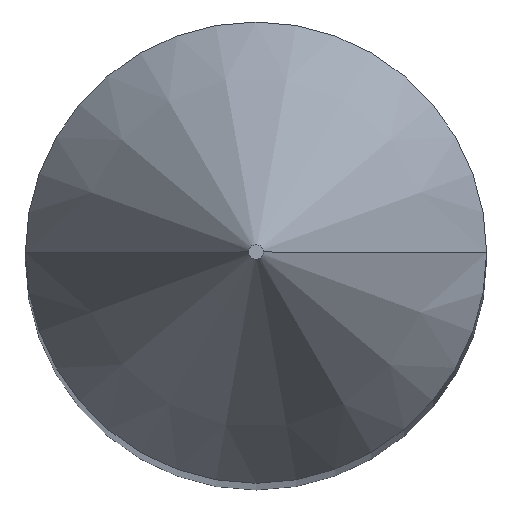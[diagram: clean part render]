
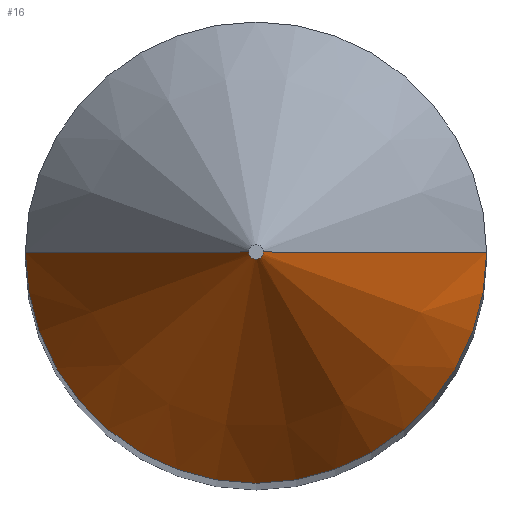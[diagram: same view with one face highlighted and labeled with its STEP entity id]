
A CAD part, top view. The second image highlights one B-rep face of the part: STEP entity #16.
In plain terms, the highlighted conical face has half-angle 30 degrees and reference radius 0.102 mm.
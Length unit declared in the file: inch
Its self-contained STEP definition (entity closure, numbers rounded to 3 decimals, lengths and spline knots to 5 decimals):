
#8 = VERTEX_POINT ( 'NONE', #51 ) ;
#13 = LINE ( 'NONE', #213, #137 ) ;
#16 = ADVANCED_FACE ( 'NONE', ( #143 ), #131, .T. ) ;
#21 = CARTESIAN_POINT ( 'NONE',  ( -0.004, 0., 2.5 ) ) ;
#23 = EDGE_CURVE ( 'NONE', #8, #223, #13, .T. ) ;
#38 = CARTESIAN_POINT ( 'NONE',  ( -0.004, 0., 2.5 ) ) ;
#46 = AXIS2_PLACEMENT_3D ( 'NONE', #222, #54, #199 ) ;
#48 = VERTEX_POINT ( 'NONE', #212 ) ;
#51 = CARTESIAN_POINT ( 'NONE',  ( 0.004, 0., 2.5 ) ) ;
#54 = DIRECTION ( 'NONE',  ( 0., 0., -1. ) ) ;
#60 = CARTESIAN_POINT ( 'NONE',  ( 0., 0., 2.29042 ) ) ;
#66 = EDGE_CURVE ( 'NONE', #167, #48, #234, .T. ) ;
#85 = CIRCLE ( 'NONE', #150, 0.125 ) ;
#91 = ORIENTED_EDGE ( 'NONE', *, *, #114, .T. ) ;
#101 = DIRECTION ( 'NONE',  ( 0., 0., -1. ) ) ;
#114 = EDGE_CURVE ( 'NONE', #8, #167, #225, .T. ) ;
#115 = DIRECTION ( 'NONE',  ( -0.5, 0., -0.866 ) ) ;
#126 = ORIENTED_EDGE ( 'NONE', *, *, #23, .F. ) ;
#131 = CONICAL_SURFACE ( 'NONE', #46, 0.004, 0.524 ) ;
#137 = VECTOR ( 'NONE', #176, 39.37008 ) ;
#143 = FACE_OUTER_BOUND ( 'NONE', #191, .T. ) ;
#145 = ORIENTED_EDGE ( 'NONE', *, *, #66, .T. ) ;
#150 = AXIS2_PLACEMENT_3D ( 'NONE', #60, #219, #157 ) ;
#157 = DIRECTION ( 'NONE',  ( -1., 0., 0. ) ) ;
#167 = VERTEX_POINT ( 'NONE', #21 ) ;
#174 = DIRECTION ( 'NONE',  ( -1., 0., 0. ) ) ;
#176 = DIRECTION ( 'NONE',  ( 0.5, 0., -0.866 ) ) ;
#178 = AXIS2_PLACEMENT_3D ( 'NONE', #198, #101, #174 ) ;
#191 = EDGE_LOOP ( 'NONE', ( #91, #145, #241, #126 ) ) ;
#198 = CARTESIAN_POINT ( 'NONE',  ( 0., 0., 2.5 ) ) ;
#199 = DIRECTION ( 'NONE',  ( 1., 0., 0. ) ) ;
#200 = EDGE_CURVE ( 'NONE', #223, #48, #85, .T. ) ;
#212 = CARTESIAN_POINT ( 'NONE',  ( -0.125, 0., 2.29042 ) ) ;
#213 = CARTESIAN_POINT ( 'NONE',  ( 0.004, 0., 2.5 ) ) ;
#219 = DIRECTION ( 'NONE',  ( 0., 0., -1. ) ) ;
#222 = CARTESIAN_POINT ( 'NONE',  ( 0., 0., 2.5 ) ) ;
#223 = VERTEX_POINT ( 'NONE', #236 ) ;
#225 = CIRCLE ( 'NONE', #178, 0.004 ) ;
#234 = LINE ( 'NONE', #38, #235 ) ;
#235 = VECTOR ( 'NONE', #115, 39.37008 ) ;
#236 = CARTESIAN_POINT ( 'NONE',  ( 0.125, 0., 2.29042 ) ) ;
#241 = ORIENTED_EDGE ( 'NONE', *, *, #200, .F. ) ;
